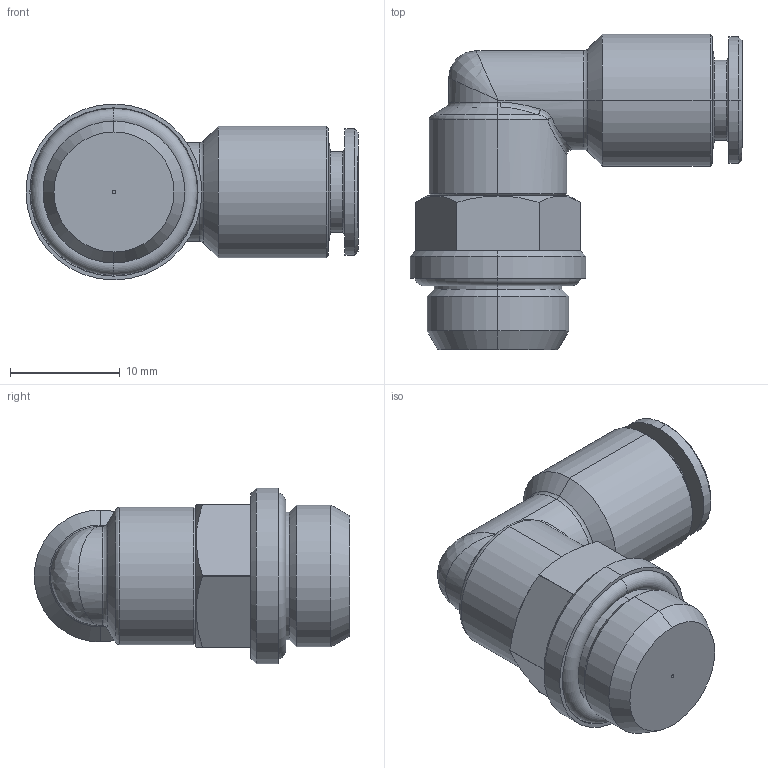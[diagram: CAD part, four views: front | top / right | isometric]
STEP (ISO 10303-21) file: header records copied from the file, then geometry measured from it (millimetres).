
FILE_DESCRIPTION(( 'MV.44.06.14-0.3.STEP' ), '1');
FILE_NAME( 'MV.44.06.14-0.3.STEP', '2018-10-05T11:52:23',( 'Sopra'),('sopra-pneumatic.com'), 'SwSTEP 2.0','SolidWorks 2009','' );
FILE_SCHEMA (( 'CONFIG_CONTROL_DESIGN' ));
Length unit declared in the file: millimetre
Products named in the file (1): 04340C32-03
Bounding box: 30.2 x 28.7 x 16 mm (x, y, z)
Volume: 4481.7 mm3; surface area: 2771.6 mm2
Topology: 2 solids, 4 shells, 106 faces, 218 edges, 124 vertices
Faces by surface type: cylinder 33, cone 31, plane 24, torus 12, bspline 6
Entity records: 4033 total; most frequent: CARTESIAN_POINT 1731, DIRECTION 504, ORIENTED_EDGE 432, AXIS2_PLACEMENT_3D 217, EDGE_CURVE 216, VERTEX_POINT 124, CIRCLE 116, EDGE_LOOP 114
